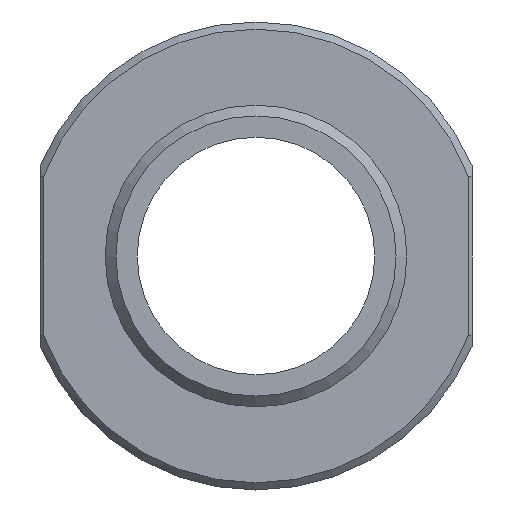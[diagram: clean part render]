
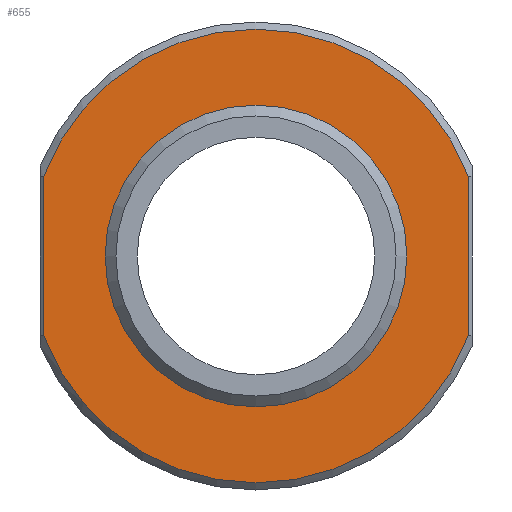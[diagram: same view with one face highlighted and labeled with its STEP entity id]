
A CAD part, left-side view. The second image highlights one B-rep face of the part: STEP entity #655.
In plain terms, the highlighted planar face has unit normal (-1, 0, 0).
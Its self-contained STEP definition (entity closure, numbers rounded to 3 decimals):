
#26 = EDGE_CURVE ( 'NONE', #141, #881, #87, .T. ) ;
#56 = VECTOR ( 'NONE', #314, 1000. ) ;
#72 = FACE_BOUND ( 'NONE', #1116, .T. ) ;
#75 = CARTESIAN_POINT ( 'NONE',  ( 18., 0., 0. ) ) ;
#80 = CARTESIAN_POINT ( 'NONE',  ( 18., 29.5, -11.045 ) ) ;
#87 = LINE ( 'NONE', #1041, #56 ) ;
#98 = DIRECTION ( 'NONE',  ( 0., 0., -1. ) ) ;
#112 = DIRECTION ( 'NONE',  ( 0., 0., -1. ) ) ;
#130 = CARTESIAN_POINT ( 'NONE',  ( 18., 29.5, 11.045 ) ) ;
#141 = VERTEX_POINT ( 'NONE', #958 ) ;
#314 = DIRECTION ( 'NONE',  ( 0., 0., -1. ) ) ;
#327 = CARTESIAN_POINT ( 'NONE',  ( 18., 0., 0. ) ) ;
#388 = DIRECTION ( 'NONE',  ( 0., 0., -1. ) ) ;
#393 = EDGE_CURVE ( 'NONE', #688, #688, #1216, .T. ) ;
#398 = ORIENTED_EDGE ( 'NONE', *, *, #393, .F. ) ;
#412 = AXIS2_PLACEMENT_3D ( 'NONE', #75, #419, #725 ) ;
#419 = DIRECTION ( 'NONE',  ( 1., 0., 0. ) ) ;
#427 = EDGE_CURVE ( 'NONE', #901, #141, #879, .T. ) ;
#506 = DIRECTION ( 'NONE',  ( -1., 0., 0. ) ) ;
#532 = CARTESIAN_POINT ( 'NONE',  ( 18., -29.5, -11.045 ) ) ;
#537 = DIRECTION ( 'NONE',  ( 1., 0., 0. ) ) ;
#592 = AXIS2_PLACEMENT_3D ( 'NONE', #1316, #689, #98 ) ;
#614 = LINE ( 'NONE', #643, #1199 ) ;
#640 = DIRECTION ( 'NONE',  ( 0., 0., 1. ) ) ;
#643 = CARTESIAN_POINT ( 'NONE',  ( 18., 29.5, 0. ) ) ;
#655 = ADVANCED_FACE ( 'NONE', ( #72, #1091 ), #1140, .F. ) ;
#688 = VERTEX_POINT ( 'NONE', #1010 ) ;
#689 = DIRECTION ( 'NONE',  ( 1., 0., 0. ) ) ;
#718 = AXIS2_PLACEMENT_3D ( 'NONE', #894, #506, #388 ) ;
#724 = EDGE_CURVE ( 'NONE', #1156, #901, #614, .T. ) ;
#725 = DIRECTION ( 'NONE',  ( 0., 1., 0. ) ) ;
#758 = ORIENTED_EDGE ( 'NONE', *, *, #1195, .F. ) ;
#795 = ORIENTED_EDGE ( 'NONE', *, *, #724, .F. ) ;
#879 = CIRCLE ( 'NONE', #592, 31.5 ) ;
#881 = VERTEX_POINT ( 'NONE', #532 ) ;
#894 = CARTESIAN_POINT ( 'NONE',  ( 18., 0., 0. ) ) ;
#901 = VERTEX_POINT ( 'NONE', #130 ) ;
#958 = CARTESIAN_POINT ( 'NONE',  ( 18., -29.5, 11.045 ) ) ;
#1010 = CARTESIAN_POINT ( 'NONE',  ( 18., 0., -20.955 ) ) ;
#1041 = CARTESIAN_POINT ( 'NONE',  ( 18., -29.5, 0. ) ) ;
#1065 = AXIS2_PLACEMENT_3D ( 'NONE', #327, #537, #112 ) ;
#1091 = FACE_OUTER_BOUND ( 'NONE', #1147, .T. ) ;
#1116 = EDGE_LOOP ( 'NONE', ( #398 ) ) ;
#1140 = PLANE ( 'NONE',  #1065 ) ;
#1141 = CIRCLE ( 'NONE', #412, 31.5 ) ;
#1147 = EDGE_LOOP ( 'NONE', ( #795, #758, #1155, #1222 ) ) ;
#1155 = ORIENTED_EDGE ( 'NONE', *, *, #26, .F. ) ;
#1156 = VERTEX_POINT ( 'NONE', #80 ) ;
#1195 = EDGE_CURVE ( 'NONE', #881, #1156, #1141, .T. ) ;
#1199 = VECTOR ( 'NONE', #640, 1000. ) ;
#1216 = CIRCLE ( 'NONE', #718, 20.955 ) ;
#1222 = ORIENTED_EDGE ( 'NONE', *, *, #427, .F. ) ;
#1316 = CARTESIAN_POINT ( 'NONE',  ( 18., 0., 0. ) ) ;
